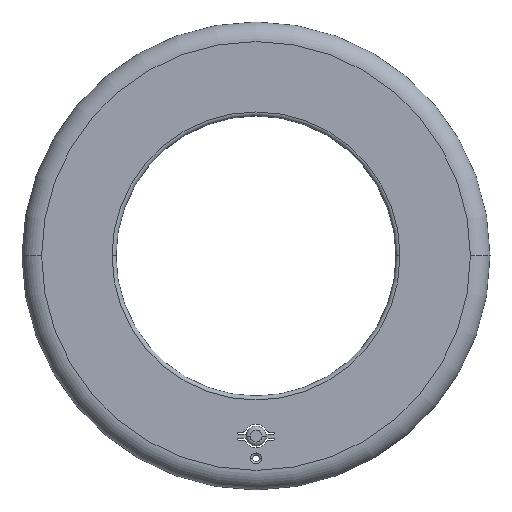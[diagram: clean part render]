
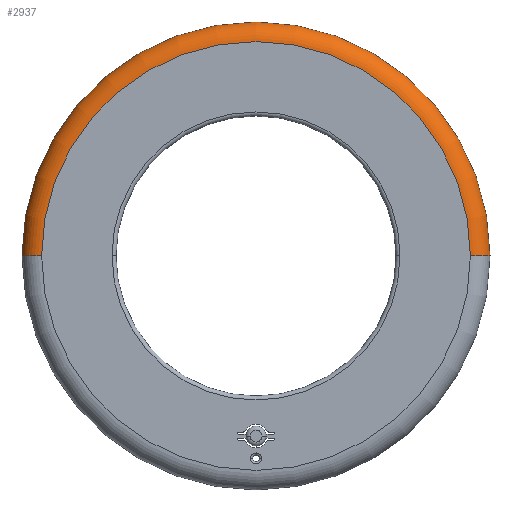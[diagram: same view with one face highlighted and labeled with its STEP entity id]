
A CAD part, top view. The second image highlights one B-rep face of the part: STEP entity #2937.
In plain terms, the highlighted toroidal (fillet/blend) face has major radius 53.601 mm and minor radius 5 mm.
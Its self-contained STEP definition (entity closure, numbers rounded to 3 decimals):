
#99 = CIRCLE ( 'NONE', #2107, 5. ) ;
#230 = DIRECTION ( 'NONE',  ( 0., 0., 1. ) ) ;
#475 = EDGE_CURVE ( 'NONE', #1597, #4263, #2505, .T. ) ;
#542 = CARTESIAN_POINT ( 'NONE',  ( 53.601, 0., -1. ) ) ;
#650 = EDGE_LOOP ( 'NONE', ( #816, #1480, #2488, #3092 ) ) ;
#816 = ORIENTED_EDGE ( 'NONE', *, *, #475, .F. ) ;
#932 = CARTESIAN_POINT ( 'NONE',  ( 0., 0., 0. ) ) ;
#964 = AXIS2_PLACEMENT_3D ( 'NONE', #932, #230, #1007 ) ;
#1007 = DIRECTION ( 'NONE',  ( 1., 0., 0. ) ) ;
#1232 = DIRECTION ( 'NONE',  ( 0., -1., 0. ) ) ;
#1375 = CARTESIAN_POINT ( 'NONE',  ( 0., 0., -1. ) ) ;
#1480 = ORIENTED_EDGE ( 'NONE', *, *, #1784, .T. ) ;
#1571 = DIRECTION ( 'NONE',  ( 0., 0., -1. ) ) ;
#1597 = VERTEX_POINT ( 'NONE', #4045 ) ;
#1784 = EDGE_CURVE ( 'NONE', #1597, #3549, #2061, .T. ) ;
#1906 = TOROIDAL_SURFACE ( 'NONE', #3816, 53.601, 5. ) ;
#1952 = DIRECTION ( 'NONE',  ( 0., 1., 0. ) ) ;
#2061 = CIRCLE ( 'NONE', #4745, 5. ) ;
#2107 = AXIS2_PLACEMENT_3D ( 'NONE', #2349, #1232, #1571 ) ;
#2349 = CARTESIAN_POINT ( 'NONE',  ( -53.601, 0., -1. ) ) ;
#2424 = DIRECTION ( 'NONE',  ( -1., 0., 0. ) ) ;
#2488 = ORIENTED_EDGE ( 'NONE', *, *, #4574, .T. ) ;
#2505 = CIRCLE ( 'NONE', #3968, 53.601 ) ;
#2646 = CIRCLE ( 'NONE', #964, 58.5 ) ;
#2804 = CARTESIAN_POINT ( 'NONE',  ( 0., 0., 4. ) ) ;
#2837 = FACE_OUTER_BOUND ( 'NONE', #650, .T. ) ;
#2937 = ADVANCED_FACE ( 'NONE', ( #2837 ), #1906, .T. ) ;
#3092 = ORIENTED_EDGE ( 'NONE', *, *, #3841, .F. ) ;
#3225 = VERTEX_POINT ( 'NONE', #3749 ) ;
#3446 = CARTESIAN_POINT ( 'NONE',  ( 58.5, 0., 0. ) ) ;
#3504 = DIRECTION ( 'NONE',  ( 0., 0., 1. ) ) ;
#3514 = DIRECTION ( 'NONE',  ( -1., 0., 0. ) ) ;
#3549 = VERTEX_POINT ( 'NONE', #3446 ) ;
#3556 = DIRECTION ( 'NONE',  ( 0., 0., -1. ) ) ;
#3749 = CARTESIAN_POINT ( 'NONE',  ( -58.5, 0., 0. ) ) ;
#3816 = AXIS2_PLACEMENT_3D ( 'NONE', #1375, #3556, #2424 ) ;
#3841 = EDGE_CURVE ( 'NONE', #4263, #3225, #99, .T. ) ;
#3842 = DIRECTION ( 'NONE',  ( 1., 0., 0. ) ) ;
#3968 = AXIS2_PLACEMENT_3D ( 'NONE', #2804, #3504, #3842 ) ;
#4045 = CARTESIAN_POINT ( 'NONE',  ( 53.601, 0., 4. ) ) ;
#4263 = VERTEX_POINT ( 'NONE', #4633 ) ;
#4574 = EDGE_CURVE ( 'NONE', #3549, #3225, #2646, .T. ) ;
#4633 = CARTESIAN_POINT ( 'NONE',  ( -53.601, 0., 4. ) ) ;
#4745 = AXIS2_PLACEMENT_3D ( 'NONE', #542, #1952, #3514 ) ;
